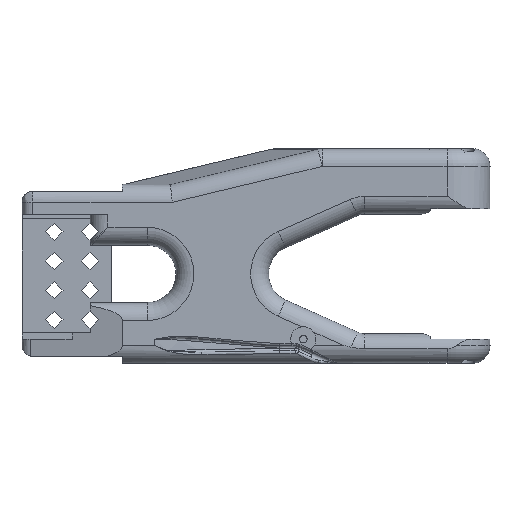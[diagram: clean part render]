
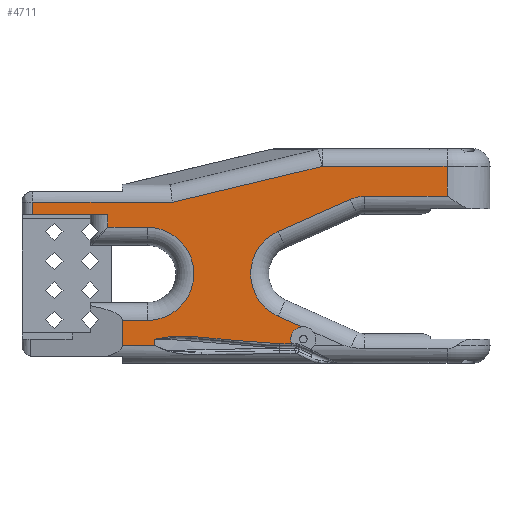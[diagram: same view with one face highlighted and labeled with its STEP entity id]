
A CAD part, front view. The second image highlights one B-rep face of the part: STEP entity #4711.
In plain terms, the highlighted planar face has unit normal (0, -1, 0).
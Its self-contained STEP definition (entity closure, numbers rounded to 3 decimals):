
#203=(
BOUNDED_CURVE()
B_SPLINE_CURVE(3,(#6949,#6950,#6951,#6952,#6953,#6954,#6955),
 .UNSPECIFIED.,.F.,.F.)
B_SPLINE_CURVE_WITH_KNOTS((4,1,1,1,4),(0.,0.003,0.005,
0.008,0.01),.UNSPECIFIED.)
CURVE()
GEOMETRIC_REPRESENTATION_ITEM()
RATIONAL_B_SPLINE_CURVE((1.,1.,1.,1.,1.,1.,1.))
REPRESENTATION_ITEM('')
);
#212=CIRCLE('',#4991,0.5);
#213=CIRCLE('',#4992,3.5);
#214=CIRCLE('',#4993,13.);
#215=CIRCLE('',#4994,10.);
#216=CIRCLE('',#4995,13.);
#388=PLANE('',#4990);
#532=FACE_OUTER_BOUND('',#798,.T.);
#798=EDGE_LOOP('',(#3255,#3256,#3257,#3258,#3259,#3260,#3261,#3262,#3263,
#3264,#3265,#3266,#3267,#3268,#3269,#3270,#3271,#3272,#3273,#3274,#3275,
#3276,#3277));
#1101=LINE('',#6874,#1553);
#1102=LINE('',#6911,#1554);
#1103=LINE('',#6917,#1555);
#1104=LINE('',#6921,#1556);
#1105=LINE('',#6925,#1557);
#1106=LINE('',#6927,#1558);
#1107=LINE('',#6929,#1559);
#1108=LINE('',#6931,#1560);
#1109=LINE('',#6933,#1561);
#1110=LINE('',#6935,#1562);
#1111=LINE('',#6937,#1563);
#1112=LINE('',#6939,#1564);
#1113=LINE('',#6941,#1565);
#1114=LINE('',#6945,#1566);
#1115=LINE('',#6947,#1567);
#1116=LINE('',#6948,#1568);
#1553=VECTOR('',#5438,1.76);
#1554=VECTOR('',#5441,3.332);
#1555=VECTOR('',#5446,7.095);
#1556=VECTOR('',#5449,22.035);
#1557=VECTOR('',#5452,22.938);
#1558=VECTOR('',#5453,8.3);
#1559=VECTOR('',#5454,34.901);
#1560=VECTOR('',#5455,42.985);
#1561=VECTOR('',#5456,38.993);
#1562=VECTOR('',#5457,3.4);
#1563=VECTOR('',#5458,21.);
#1564=VECTOR('',#5459,3.6);
#1565=VECTOR('',#5460,11.);
#1566=VECTOR('',#5463,7.);
#1567=VECTOR('',#5464,7.);
#1568=VECTOR('',#5465,8.975);
#2008=B_SPLINE_CURVE_WITH_KNOTS('',3,(#6894,#6895,#6896,#6897,#6898,#6899,
#6900,#6901,#6902,#6903,#6904,#6905,#6906,#6907,#6908,#6909),
 .UNSPECIFIED.,.F.,.F.,(4,3,3,3,3,4),(0.,0.003,0.006,
0.012,0.019,0.025),.UNSPECIFIED.);
#2065=VERTEX_POINT('',#6857);
#2066=VERTEX_POINT('',#6873);
#2067=VERTEX_POINT('',#6892);
#2068=VERTEX_POINT('',#6893);
#2069=VERTEX_POINT('',#6910);
#2070=VERTEX_POINT('',#6912);
#2071=VERTEX_POINT('',#6914);
#2072=VERTEX_POINT('',#6916);
#2073=VERTEX_POINT('',#6918);
#2074=VERTEX_POINT('',#6920);
#2075=VERTEX_POINT('',#6922);
#2076=VERTEX_POINT('',#6924);
#2077=VERTEX_POINT('',#6926);
#2078=VERTEX_POINT('',#6928);
#2079=VERTEX_POINT('',#6930);
#2080=VERTEX_POINT('',#6932);
#2081=VERTEX_POINT('',#6934);
#2082=VERTEX_POINT('',#6936);
#2083=VERTEX_POINT('',#6938);
#2084=VERTEX_POINT('',#6940);
#2085=VERTEX_POINT('',#6942);
#2086=VERTEX_POINT('',#6944);
#2087=VERTEX_POINT('',#6946);
#2526=EDGE_CURVE('',#2066,#2065,#1101,.T.);
#2528=EDGE_CURVE('',#2067,#2068,#2008,.T.);
#2529=EDGE_CURVE('',#2069,#2067,#1102,.F.);
#2530=EDGE_CURVE('',#2070,#2069,#212,.F.);
#2531=EDGE_CURVE('',#2070,#2071,#213,.T.);
#2532=EDGE_CURVE('',#2072,#2071,#1103,.T.);
#2533=EDGE_CURVE('',#2073,#2072,#214,.T.);
#2534=EDGE_CURVE('',#2074,#2073,#1104,.F.);
#2535=EDGE_CURVE('',#2074,#2075,#215,.F.);
#2536=EDGE_CURVE('',#2076,#2075,#1105,.F.);
#2537=EDGE_CURVE('',#2077,#2076,#1106,.T.);
#2538=EDGE_CURVE('',#2078,#2077,#1107,.F.);
#2539=EDGE_CURVE('',#2079,#2078,#1108,.T.);
#2540=EDGE_CURVE('',#2080,#2079,#1109,.F.);
#2541=EDGE_CURVE('',#2081,#2080,#1110,.T.);
#2542=EDGE_CURVE('',#2082,#2081,#1111,.T.);
#2543=EDGE_CURVE('',#2083,#2082,#1112,.T.);
#2544=EDGE_CURVE('',#2084,#2083,#1113,.T.);
#2545=EDGE_CURVE('',#2085,#2084,#216,.T.);
#2546=EDGE_CURVE('',#2086,#2085,#1114,.T.);
#2547=EDGE_CURVE('',#2086,#2087,#1115,.T.);
#2548=EDGE_CURVE('',#2066,#2087,#1116,.T.);
#2549=EDGE_CURVE('',#2068,#2065,#203,.T.);
#3255=ORIENTED_EDGE('',*,*,#2528,.F.);
#3256=ORIENTED_EDGE('',*,*,#2529,.F.);
#3257=ORIENTED_EDGE('',*,*,#2530,.F.);
#3258=ORIENTED_EDGE('',*,*,#2531,.T.);
#3259=ORIENTED_EDGE('',*,*,#2532,.F.);
#3260=ORIENTED_EDGE('',*,*,#2533,.F.);
#3261=ORIENTED_EDGE('',*,*,#2534,.F.);
#3262=ORIENTED_EDGE('',*,*,#2535,.T.);
#3263=ORIENTED_EDGE('',*,*,#2536,.F.);
#3264=ORIENTED_EDGE('',*,*,#2537,.F.);
#3265=ORIENTED_EDGE('',*,*,#2538,.F.);
#3266=ORIENTED_EDGE('',*,*,#2539,.F.);
#3267=ORIENTED_EDGE('',*,*,#2540,.F.);
#3268=ORIENTED_EDGE('',*,*,#2541,.F.);
#3269=ORIENTED_EDGE('',*,*,#2542,.F.);
#3270=ORIENTED_EDGE('',*,*,#2543,.F.);
#3271=ORIENTED_EDGE('',*,*,#2544,.F.);
#3272=ORIENTED_EDGE('',*,*,#2545,.F.);
#3273=ORIENTED_EDGE('',*,*,#2546,.F.);
#3274=ORIENTED_EDGE('',*,*,#2547,.T.);
#3275=ORIENTED_EDGE('',*,*,#2548,.F.);
#3276=ORIENTED_EDGE('',*,*,#2526,.T.);
#3277=ORIENTED_EDGE('',*,*,#2549,.F.);
#4711=ADVANCED_FACE('',(#532),#388,.F.);
#4990=AXIS2_PLACEMENT_3D('',#6891,#5439,#5440);
#4991=AXIS2_PLACEMENT_3D('',#6913,#5442,#5443);
#4992=AXIS2_PLACEMENT_3D('',#6915,#5444,#5445);
#4993=AXIS2_PLACEMENT_3D('',#6919,#5447,#5448);
#4994=AXIS2_PLACEMENT_3D('',#6923,#5450,#5451);
#4995=AXIS2_PLACEMENT_3D('',#6943,#5461,#5462);
#5438=DIRECTION('',(0.,0.,1.));
#5439=DIRECTION('center_axis',(0.,1.,0.));
#5440=DIRECTION('ref_axis',(0.,0.,1.));
#5441=DIRECTION('',(1.,0.,0.));
#5442=DIRECTION('center_axis',(0.,-1.,0.));
#5443=DIRECTION('ref_axis',(1.,0.,0.));
#5444=DIRECTION('center_axis',(0.,1.,0.));
#5445=DIRECTION('ref_axis',(-1.,0.,0.));
#5446=DIRECTION('',(0.914,0.,-0.407));
#5447=DIRECTION('center_axis',(0.,-1.,0.));
#5448=DIRECTION('ref_axis',(1.,0.,0.));
#5449=DIRECTION('',(0.914,0.,0.407));
#5450=DIRECTION('center_axis',(0.,-1.,0.));
#5451=DIRECTION('ref_axis',(1.,0.,0.));
#5452=DIRECTION('',(1.,0.,0.));
#5453=DIRECTION('',(0.,0.,-1.));
#5454=DIRECTION('',(-1.,0.,0.));
#5455=DIRECTION('',(0.973,0.,0.233));
#5456=DIRECTION('',(-1.,0.,0.));
#5457=DIRECTION('',(0.,0.,1.));
#5458=DIRECTION('',(-1.,0.,0.));
#5459=DIRECTION('',(0.,0.,1.));
#5460=DIRECTION('',(-1.,0.,0.));
#5461=DIRECTION('center_axis',(0.,-1.,0.));
#5462=DIRECTION('ref_axis',(1.,0.,0.));
#5463=DIRECTION('',(1.,0.,0.));
#5464=DIRECTION('',(0.,0.,-1.));
#5465=DIRECTION('',(-1.,0.,0.));
#6857=CARTESIAN_POINT('',(-16.875,-44.,-18.24));
#6873=CARTESIAN_POINT('',(-16.875,-44.,-20.));
#6874=CARTESIAN_POINT('',(-16.875,-44.,-20.));
#6891=CARTESIAN_POINT('Origin',(-64.85,-44.,25.));
#6892=CARTESIAN_POINT('',(18.096,-44.,-19.5));
#6893=CARTESIAN_POINT('',(-6.718,-44.,-17.418));
#6894=CARTESIAN_POINT('Ctrl Pts',(18.096,-44.,-19.5));
#6895=CARTESIAN_POINT('Ctrl Pts',(17.056,-44.,-19.5));
#6896=CARTESIAN_POINT('Ctrl Pts',(16.018,-44.,-19.464));
#6897=CARTESIAN_POINT('Ctrl Pts',(14.982,-44.,-19.408));
#6898=CARTESIAN_POINT('Ctrl Pts',(13.946,-44.,-19.352));
#6899=CARTESIAN_POINT('Ctrl Pts',(12.912,-44.,-19.274));
#6900=CARTESIAN_POINT('Ctrl Pts',(11.878,-44.,-19.186));
#6901=CARTESIAN_POINT('Ctrl Pts',(9.811,-44.,-19.009));
#6902=CARTESIAN_POINT('Ctrl Pts',(7.747,-44.,-18.789));
#6903=CARTESIAN_POINT('Ctrl Pts',(5.682,-44.,-18.57));
#6904=CARTESIAN_POINT('Ctrl Pts',(3.618,-44.,-18.351));
#6905=CARTESIAN_POINT('Ctrl Pts',(1.554,-44.,-18.132));
#6906=CARTESIAN_POINT('Ctrl Pts',(-0.512,-44.,-17.935));
#6907=CARTESIAN_POINT('Ctrl Pts',(-2.578,-44.,-17.738));
#6908=CARTESIAN_POINT('Ctrl Pts',(-4.647,-44.,-17.562));
#6909=CARTESIAN_POINT('Ctrl Pts',(-6.718,-44.,-17.418));
#6910=CARTESIAN_POINT('',(21.428,-44.,-19.5));
#6911=CARTESIAN_POINT('',(18.096,-44.,-19.5));
#6912=CARTESIAN_POINT('',(21.402,-44.,-19.34));
#6913=CARTESIAN_POINT('Origin',(20.928,-44.,-19.5));
#6914=CARTESIAN_POINT('',(24.197,-44.,-14.762));
#6915=CARTESIAN_POINT('Origin',(24.718,-44.,-18.223));
#6916=CARTESIAN_POINT('',(17.714,-44.,-11.877));
#6917=CARTESIAN_POINT('',(17.714,-44.,-11.877));
#6918=CARTESIAN_POINT('',(17.714,-44.,11.877));
#6919=CARTESIAN_POINT('Origin',(23.,-44.,0.));
#6920=CARTESIAN_POINT('',(37.846,-44.,20.836));
#6921=CARTESIAN_POINT('',(17.714,-44.,11.877));
#6922=CARTESIAN_POINT('',(41.912,-44.,21.7));
#6923=CARTESIAN_POINT('Origin',(41.912,-44.,11.7));
#6924=CARTESIAN_POINT('',(64.85,-44.,21.7));
#6925=CARTESIAN_POINT('',(41.912,-44.,21.7));
#6926=CARTESIAN_POINT('',(64.85,-44.,30.));
#6927=CARTESIAN_POINT('',(64.85,-44.,30.));
#6928=CARTESIAN_POINT('',(29.949,-44.,30.));
#6929=CARTESIAN_POINT('',(64.85,-44.,30.));
#6930=CARTESIAN_POINT('',(-11.857,-44.,20.));
#6931=CARTESIAN_POINT('',(-11.857,-44.,20.));
#6932=CARTESIAN_POINT('',(-50.85,-44.,20.));
#6933=CARTESIAN_POINT('',(-11.857,-44.,20.));
#6934=CARTESIAN_POINT('',(-50.85,-44.,16.6));
#6935=CARTESIAN_POINT('',(-50.85,-44.,16.6));
#6936=CARTESIAN_POINT('',(-29.85,-44.,16.6));
#6937=CARTESIAN_POINT('',(-29.85,-44.,16.6));
#6938=CARTESIAN_POINT('',(-29.85,-44.,13.));
#6939=CARTESIAN_POINT('',(-29.85,-44.,13.));
#6940=CARTESIAN_POINT('',(-18.85,-44.,13.));
#6941=CARTESIAN_POINT('',(-18.85,-44.,13.));
#6942=CARTESIAN_POINT('',(-18.85,-44.,-13.));
#6943=CARTESIAN_POINT('Origin',(-18.85,-44.,0.));
#6944=CARTESIAN_POINT('',(-25.85,-44.,-13.));
#6945=CARTESIAN_POINT('',(-25.85,-44.,-13.));
#6946=CARTESIAN_POINT('',(-25.85,-44.,-20.));
#6947=CARTESIAN_POINT('',(-25.85,-44.,-13.));
#6948=CARTESIAN_POINT('',(-16.875,-44.,-20.));
#6949=CARTESIAN_POINT('Ctrl Pts',(-6.718,-44.,-17.418));
#6950=CARTESIAN_POINT('Ctrl Pts',(-7.57,-44.,-17.359));
#6951=CARTESIAN_POINT('Ctrl Pts',(-9.28,-44.,-17.317));
#6952=CARTESIAN_POINT('Ctrl Pts',(-11.834,-44.,-17.446));
#6953=CARTESIAN_POINT('Ctrl Pts',(-14.365,-44.,-17.75));
#6954=CARTESIAN_POINT('Ctrl Pts',(-16.04,-44.,-18.062));
#6955=CARTESIAN_POINT('Ctrl Pts',(-16.875,-44.,-18.24));
